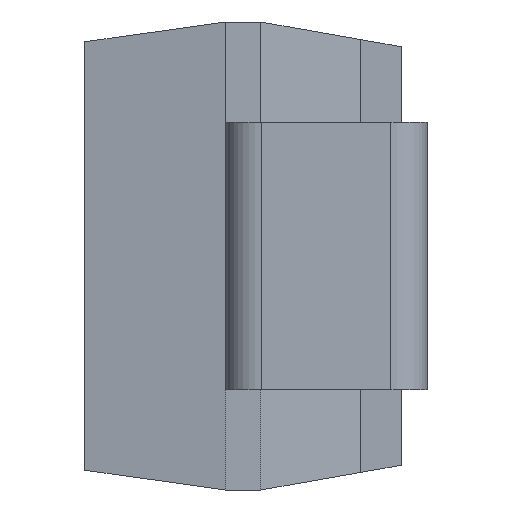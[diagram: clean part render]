
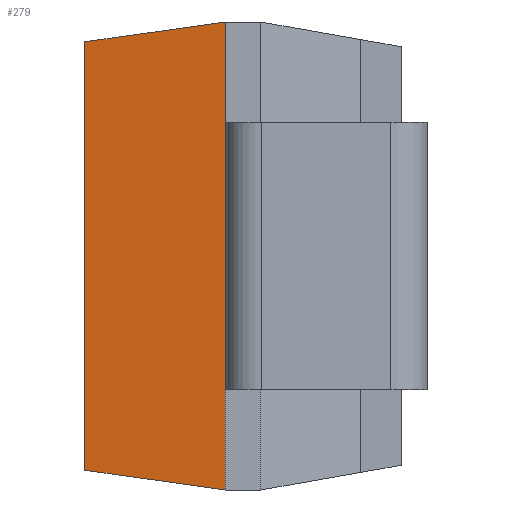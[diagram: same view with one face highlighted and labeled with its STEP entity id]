
A CAD part, left-side view. The second image highlights one B-rep face of the part: STEP entity #279.
In plain terms, the highlighted planar face has unit normal (-0.99, 0.139, 0).
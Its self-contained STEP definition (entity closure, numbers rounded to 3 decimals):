
#40 = VECTOR ( 'NONE', #1494, 1000. ) ;
#53 = VECTOR ( 'NONE', #770, 1000. ) ;
#143 = CARTESIAN_POINT ( 'NONE',  ( -2.163, 1.562, 1.813 ) ) ;
#166 = FACE_OUTER_BOUND ( 'NONE', #788, .T. ) ;
#191 = VECTOR ( 'NONE', #1512, 1000. ) ;
#192 = CARTESIAN_POINT ( 'NONE',  ( -2.163, 1.562, -1.813 ) ) ;
#207 = CARTESIAN_POINT ( 'NONE',  ( -2.163, 1.562, 1.813 ) ) ;
#214 = LINE ( 'NONE', #207, #1631 ) ;
#249 = CARTESIAN_POINT ( 'NONE',  ( -2.094, 2.053, -1.744 ) ) ;
#279 = ADVANCED_FACE ( 'NONE', ( #166 ), #692, .F. ) ;
#316 = VERTEX_POINT ( 'NONE', #948 ) ;
#388 = LINE ( 'NONE', #990, #191 ) ;
#540 = ORIENTED_EDGE ( 'NONE', *, *, #938, .F. ) ;
#593 = LINE ( 'NONE', #708, #40 ) ;
#669 = VERTEX_POINT ( 'NONE', #939 ) ;
#692 = PLANE ( 'NONE',  #1638 ) ;
#708 = CARTESIAN_POINT ( 'NONE',  ( -2.01, 2.65, 1.813 ) ) ;
#770 = DIRECTION ( 'NONE',  ( -0.138, -0.981, -0.138 ) ) ;
#788 = EDGE_LOOP ( 'NONE', ( #540, #1437, #1682, #1076 ) ) ;
#841 = EDGE_CURVE ( 'NONE', #1630, #669, #593, .T. ) ;
#843 = DIRECTION ( 'NONE',  ( 0.138, 0.981, -0.138 ) ) ;
#887 = EDGE_CURVE ( 'NONE', #316, #1630, #214, .T. ) ;
#938 = EDGE_CURVE ( 'NONE', #316, #1155, #388, .T. ) ;
#939 = CARTESIAN_POINT ( 'NONE',  ( -2.01, 2.65, -1.66 ) ) ;
#940 = DIRECTION ( 'NONE',  ( 0.99, -0.139, 0. ) ) ;
#948 = CARTESIAN_POINT ( 'NONE',  ( -2.163, 1.562, 1.813 ) ) ;
#990 = CARTESIAN_POINT ( 'NONE',  ( -2.163, 1.562, 1.813 ) ) ;
#1076 = ORIENTED_EDGE ( 'NONE', *, *, #1191, .T. ) ;
#1155 = VERTEX_POINT ( 'NONE', #192 ) ;
#1191 = EDGE_CURVE ( 'NONE', #669, #1155, #1680, .T. ) ;
#1408 = CARTESIAN_POINT ( 'NONE',  ( -2.01, 2.65, 1.66 ) ) ;
#1432 = DIRECTION ( 'NONE',  ( 0.139, 0.99, 0. ) ) ;
#1437 = ORIENTED_EDGE ( 'NONE', *, *, #887, .T. ) ;
#1494 = DIRECTION ( 'NONE',  ( 0., 0., -1. ) ) ;
#1512 = DIRECTION ( 'NONE',  ( 0., 0., -1. ) ) ;
#1630 = VERTEX_POINT ( 'NONE', #1408 ) ;
#1631 = VECTOR ( 'NONE', #843, 1000. ) ;
#1638 = AXIS2_PLACEMENT_3D ( 'NONE', #143, #940, #1432 ) ;
#1680 = LINE ( 'NONE', #249, #53 ) ;
#1682 = ORIENTED_EDGE ( 'NONE', *, *, #841, .T. ) ;
